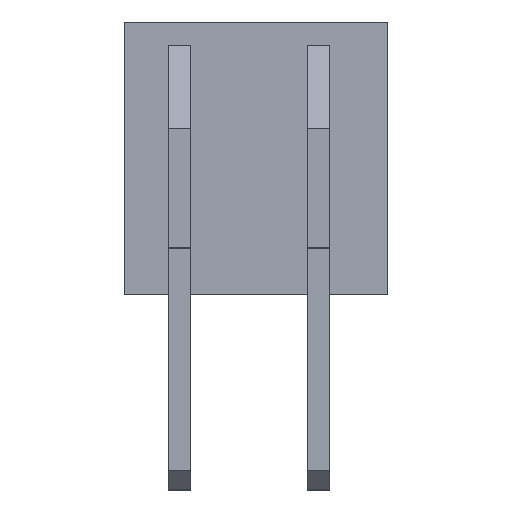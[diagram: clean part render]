
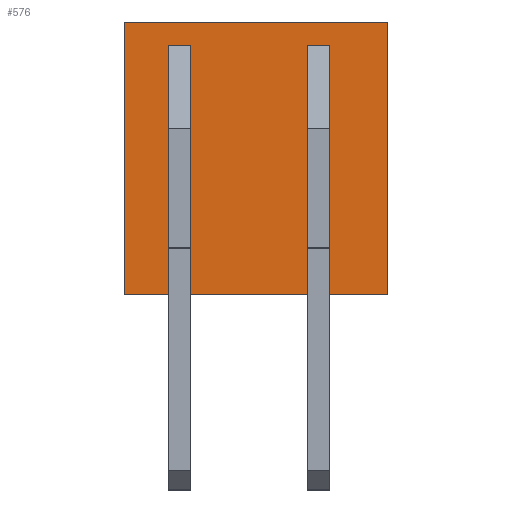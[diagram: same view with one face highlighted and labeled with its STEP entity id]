
A CAD part, top view. The second image highlights one B-rep face of the part: STEP entity #576.
In plain terms, the highlighted planar face has unit normal (0, 0, 1).
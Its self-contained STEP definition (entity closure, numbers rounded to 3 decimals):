
#488=AXIS2_PLACEMENT_3D('Plane Axis2P3D',#485,#486,#487) ;
#216=CARTESIAN_POINT('Vertex',(9.5,7.05,9.5)) ;
#223=CARTESIAN_POINT('Vertex',(9.5,16.85,9.5)) ;
#226=CARTESIAN_POINT('Line Origine',(9.5,11.95,9.5)) ;
#243=CARTESIAN_POINT('Line Origine',(0.,11.95,9.5)) ;
#247=CARTESIAN_POINT('Vertex',(0.,7.05,9.5)) ;
#249=CARTESIAN_POINT('Vertex',(0.,16.85,9.5)) ;
#274=CARTESIAN_POINT('Line Origine',(4.75,7.05,9.5)) ;
#291=CARTESIAN_POINT('Line Origine',(4.75,16.85,9.5)) ;
#312=CARTESIAN_POINT('Vertex',(2.4,14.95,9.5)) ;
#319=CARTESIAN_POINT('Vertex',(2.4,13.95,9.5)) ;
#322=CARTESIAN_POINT('Line Origine',(2.4,14.45,9.5)) ;
#339=CARTESIAN_POINT('Line Origine',(2.,14.95,9.5)) ;
#343=CARTESIAN_POINT('Vertex',(1.6,14.95,9.5)) ;
#367=CARTESIAN_POINT('Vertex',(1.6,13.95,9.5)) ;
#370=CARTESIAN_POINT('Line Origine',(2.,13.95,9.5)) ;
#387=CARTESIAN_POINT('Line Origine',(1.6,14.45,9.5)) ;
#399=CARTESIAN_POINT('Line Origine',(2.4,9.45,9.5)) ;
#403=CARTESIAN_POINT('Vertex',(2.4,8.95,9.5)) ;
#405=CARTESIAN_POINT('Vertex',(2.4,9.95,9.5)) ;
#430=CARTESIAN_POINT('Line Origine',(2.,9.95,9.5)) ;
#434=CARTESIAN_POINT('Vertex',(1.6,9.95,9.5)) ;
#458=CARTESIAN_POINT('Vertex',(1.6,8.95,9.5)) ;
#461=CARTESIAN_POINT('Line Origine',(2.,8.95,9.5)) ;
#473=CARTESIAN_POINT('Line Origine',(1.6,9.45,9.5)) ;
#485=CARTESIAN_POINT('Axis2P3D Location',(0.,16.85,9.5)) ;
#496=CARTESIAN_POINT('Line Origine',(7.4,14.45,9.5)) ;
#500=CARTESIAN_POINT('Vertex',(7.4,14.95,9.5)) ;
#502=CARTESIAN_POINT('Vertex',(7.4,13.95,9.5)) ;
#505=CARTESIAN_POINT('Line Origine',(7.,13.95,9.5)) ;
#509=CARTESIAN_POINT('Vertex',(6.6,13.95,9.5)) ;
#512=CARTESIAN_POINT('Line Origine',(6.6,14.45,9.5)) ;
#516=CARTESIAN_POINT('Vertex',(6.6,14.95,9.5)) ;
#519=CARTESIAN_POINT('Line Origine',(7.,14.95,9.5)) ;
#530=CARTESIAN_POINT('Line Origine',(7.,8.95,9.5)) ;
#534=CARTESIAN_POINT('Vertex',(6.6,8.95,9.5)) ;
#536=CARTESIAN_POINT('Vertex',(7.4,8.95,9.5)) ;
#539=CARTESIAN_POINT('Line Origine',(6.6,9.45,9.5)) ;
#543=CARTESIAN_POINT('Vertex',(6.6,9.95,9.5)) ;
#546=CARTESIAN_POINT('Line Origine',(7.,9.95,9.5)) ;
#550=CARTESIAN_POINT('Vertex',(7.4,9.95,9.5)) ;
#553=CARTESIAN_POINT('Line Origine',(7.4,9.45,9.5)) ;
#227=DIRECTION('Vector Direction',(0.,-1.,0.)) ;
#244=DIRECTION('Vector Direction',(0.,-1.,0.)) ;
#275=DIRECTION('Vector Direction',(1.,0.,0.)) ;
#292=DIRECTION('Vector Direction',(1.,0.,0.)) ;
#323=DIRECTION('Vector Direction',(0.,1.,0.)) ;
#340=DIRECTION('Vector Direction',(1.,0.,0.)) ;
#371=DIRECTION('Vector Direction',(1.,0.,0.)) ;
#388=DIRECTION('Vector Direction',(0.,1.,0.)) ;
#400=DIRECTION('Vector Direction',(0.,1.,0.)) ;
#431=DIRECTION('Vector Direction',(1.,0.,0.)) ;
#462=DIRECTION('Vector Direction',(1.,0.,0.)) ;
#474=DIRECTION('Vector Direction',(0.,1.,0.)) ;
#486=DIRECTION('Axis2P3D Direction',(-0.,0.,1.)) ;
#487=DIRECTION('Axis2P3D XDirection',(0.,-1.,0.)) ;
#497=DIRECTION('Vector Direction',(0.,-1.,0.)) ;
#506=DIRECTION('Vector Direction',(1.,0.,0.)) ;
#513=DIRECTION('Vector Direction',(0.,-1.,0.)) ;
#520=DIRECTION('Vector Direction',(1.,0.,0.)) ;
#531=DIRECTION('Vector Direction',(1.,0.,0.)) ;
#540=DIRECTION('Vector Direction',(0.,-1.,0.)) ;
#547=DIRECTION('Vector Direction',(1.,0.,0.)) ;
#554=DIRECTION('Vector Direction',(0.,-1.,0.)) ;
#228=VECTOR('Line Direction',#227,1.) ;
#245=VECTOR('Line Direction',#244,1.) ;
#276=VECTOR('Line Direction',#275,1.) ;
#293=VECTOR('Line Direction',#292,1.) ;
#324=VECTOR('Line Direction',#323,1.) ;
#341=VECTOR('Line Direction',#340,1.) ;
#372=VECTOR('Line Direction',#371,1.) ;
#389=VECTOR('Line Direction',#388,1.) ;
#401=VECTOR('Line Direction',#400,1.) ;
#432=VECTOR('Line Direction',#431,1.) ;
#463=VECTOR('Line Direction',#462,1.) ;
#475=VECTOR('Line Direction',#474,1.) ;
#498=VECTOR('Line Direction',#497,1.) ;
#507=VECTOR('Line Direction',#506,1.) ;
#514=VECTOR('Line Direction',#513,1.) ;
#521=VECTOR('Line Direction',#520,1.) ;
#532=VECTOR('Line Direction',#531,1.) ;
#541=VECTOR('Line Direction',#540,1.) ;
#548=VECTOR('Line Direction',#547,1.) ;
#555=VECTOR('Line Direction',#554,1.) ;
#491=ORIENTED_EDGE('',*,*,#251,.F.) ;
#492=ORIENTED_EDGE('',*,*,#278,.T.) ;
#493=ORIENTED_EDGE('',*,*,#230,.T.) ;
#494=ORIENTED_EDGE('',*,*,#295,.F.) ;
#525=ORIENTED_EDGE('',*,*,#504,.T.) ;
#526=ORIENTED_EDGE('',*,*,#511,.F.) ;
#527=ORIENTED_EDGE('',*,*,#518,.F.) ;
#528=ORIENTED_EDGE('',*,*,#523,.T.) ;
#559=ORIENTED_EDGE('',*,*,#538,.F.) ;
#560=ORIENTED_EDGE('',*,*,#545,.F.) ;
#561=ORIENTED_EDGE('',*,*,#552,.T.) ;
#562=ORIENTED_EDGE('',*,*,#557,.T.) ;
#565=ORIENTED_EDGE('',*,*,#391,.T.) ;
#566=ORIENTED_EDGE('',*,*,#345,.T.) ;
#567=ORIENTED_EDGE('',*,*,#326,.F.) ;
#568=ORIENTED_EDGE('',*,*,#374,.F.) ;
#571=ORIENTED_EDGE('',*,*,#436,.T.) ;
#572=ORIENTED_EDGE('',*,*,#407,.F.) ;
#573=ORIENTED_EDGE('',*,*,#465,.F.) ;
#574=ORIENTED_EDGE('',*,*,#477,.T.) ;
#529=FACE_BOUND('',#524,.T.) ;
#563=FACE_BOUND('',#558,.T.) ;
#569=FACE_BOUND('',#564,.T.) ;
#575=FACE_BOUND('',#570,.T.) ;
#576=ADVANCED_FACE('_PCF 5.00/02/90 3.5 OR 9511410000',(#495,#529,#563,#569,#575),#489,.T.) ;
#230=EDGE_CURVE('',#217,#224,#229,.F.) ;
#251=EDGE_CURVE('',#248,#250,#246,.F.) ;
#278=EDGE_CURVE('',#248,#217,#277,.T.) ;
#295=EDGE_CURVE('',#250,#224,#294,.T.) ;
#326=EDGE_CURVE('',#320,#313,#325,.T.) ;
#345=EDGE_CURVE('',#344,#313,#342,.T.) ;
#374=EDGE_CURVE('',#368,#320,#373,.T.) ;
#391=EDGE_CURVE('',#368,#344,#390,.T.) ;
#407=EDGE_CURVE('',#404,#406,#402,.T.) ;
#436=EDGE_CURVE('',#435,#406,#433,.T.) ;
#465=EDGE_CURVE('',#459,#404,#464,.T.) ;
#477=EDGE_CURVE('',#459,#435,#476,.T.) ;
#504=EDGE_CURVE('',#501,#503,#499,.T.) ;
#511=EDGE_CURVE('',#510,#503,#508,.T.) ;
#518=EDGE_CURVE('',#517,#510,#515,.T.) ;
#523=EDGE_CURVE('',#517,#501,#522,.T.) ;
#538=EDGE_CURVE('',#535,#537,#533,.T.) ;
#545=EDGE_CURVE('',#544,#535,#542,.T.) ;
#552=EDGE_CURVE('',#544,#551,#549,.T.) ;
#557=EDGE_CURVE('',#551,#537,#556,.T.) ;
#490=EDGE_LOOP('',(#491,#492,#493,#494)) ;
#524=EDGE_LOOP('',(#525,#526,#527,#528)) ;
#558=EDGE_LOOP('',(#559,#560,#561,#562)) ;
#564=EDGE_LOOP('',(#565,#566,#567,#568)) ;
#570=EDGE_LOOP('',(#571,#572,#573,#574)) ;
#495=FACE_OUTER_BOUND('',#490,.T.) ;
#229=LINE('Line',#226,#228) ;
#246=LINE('Line',#243,#245) ;
#277=LINE('Line',#274,#276) ;
#294=LINE('Line',#291,#293) ;
#325=LINE('Line',#322,#324) ;
#342=LINE('Line',#339,#341) ;
#373=LINE('Line',#370,#372) ;
#390=LINE('Line',#387,#389) ;
#402=LINE('Line',#399,#401) ;
#433=LINE('Line',#430,#432) ;
#464=LINE('Line',#461,#463) ;
#476=LINE('Line',#473,#475) ;
#499=LINE('Line',#496,#498) ;
#508=LINE('Line',#505,#507) ;
#515=LINE('Line',#512,#514) ;
#522=LINE('Line',#519,#521) ;
#533=LINE('Line',#530,#532) ;
#542=LINE('Line',#539,#541) ;
#549=LINE('Line',#546,#548) ;
#556=LINE('Line',#553,#555) ;
#489=PLANE('',#488) ;
#217=VERTEX_POINT('',#216) ;
#224=VERTEX_POINT('',#223) ;
#248=VERTEX_POINT('',#247) ;
#250=VERTEX_POINT('',#249) ;
#313=VERTEX_POINT('',#312) ;
#320=VERTEX_POINT('',#319) ;
#344=VERTEX_POINT('',#343) ;
#368=VERTEX_POINT('',#367) ;
#404=VERTEX_POINT('',#403) ;
#406=VERTEX_POINT('',#405) ;
#435=VERTEX_POINT('',#434) ;
#459=VERTEX_POINT('',#458) ;
#501=VERTEX_POINT('',#500) ;
#503=VERTEX_POINT('',#502) ;
#510=VERTEX_POINT('',#509) ;
#517=VERTEX_POINT('',#516) ;
#535=VERTEX_POINT('',#534) ;
#537=VERTEX_POINT('',#536) ;
#544=VERTEX_POINT('',#543) ;
#551=VERTEX_POINT('',#550) ;
